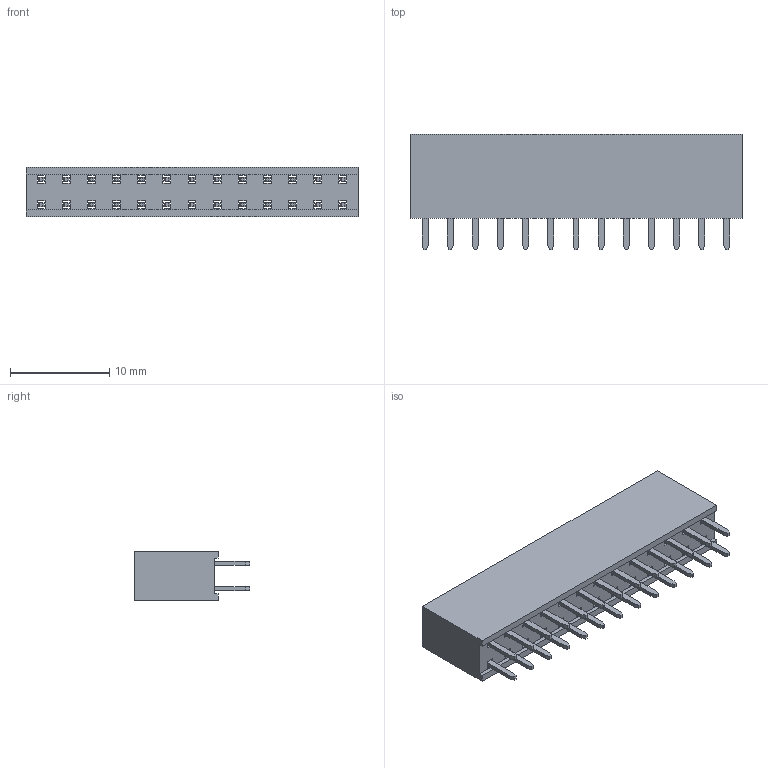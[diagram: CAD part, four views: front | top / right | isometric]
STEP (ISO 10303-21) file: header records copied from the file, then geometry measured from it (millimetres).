
FILE_DESCRIPTION (( 'STEP AP203' ), '1' );
FILE_NAME ('BG150-26-X-0320-X-X_revI.STEP', '2015-09-23T09:12:33', ( '' ), ( '' ), 'SwSTEP 2.0', 'SolidWorks 2010', '' );
FILE_SCHEMA (( 'CONFIG_CONTROL_DESIGN' ));
Length unit declared in the file: millimetre
Products named in the file (3): BG150-0320-pin; BG150-26-X-0320-X-X_revI; BG150-26-con-ins
Assembly tree (27 placements, depth 2):
  BG150-26-X-0320-X-X_revI
    BG150-0320-pin  x26
    BG150-26-con-ins
Bounding box: 33.52 x 11.7 x 5 mm (x, y, z)
Volume: 1256.7 mm3; surface area: 1855.4 mm2
Topology: 27 solids, 27 shells, 426 faces, 1012 edges, 640 vertices
Faces by surface type: plane 426
Entity records: 7643 total; most frequent: CARTESIAN_POINT 1158, ORIENTED_EDGE 1124, DIRECTION 1074, EDGE_CURVE 562, LINE 562, VECTOR 562, VERTEX_POINT 340, EDGE_LOOP 278
